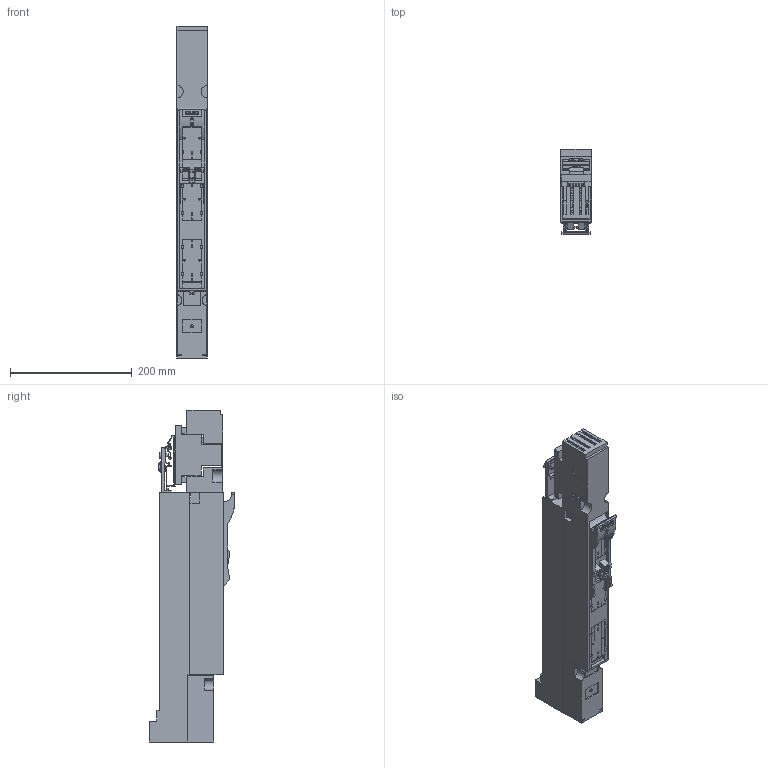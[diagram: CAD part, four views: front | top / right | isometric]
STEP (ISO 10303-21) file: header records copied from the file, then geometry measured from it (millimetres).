
FILE_DESCRIPTION(/* description */ (''),/* implementation_level */ '2;1');
FILE_NAME(/* name */ '3NJ41033CF02_v.stp',/* time_stamp */ '2023-05-30T12:05:22+02:00',/* author */ (''),/* organization */ (''),/* preprocessor_version */ 'ST-DEVELOPER v18.101',/* originating_system */ 'SIEMENS PLM Software NX 2008',/* authorisation */ '');
FILE_SCHEMA (('AUTOMOTIVE_DESIGN { 1 0 10303 214 3 1 1 1 }'));
Products named in the file (1): 3NJ41033CF02_v11_final
Bounding box: 50 x 140.69 x 544.64 mm (x, y, z)
Volume: 1619451.2 mm3; surface area: 360413.2 mm2
Topology: 4 solids, 9 shells, 1892 faces, 5456 edges, 3614 vertices
Faces by surface type: plane 1560, cylinder 209, cone 67, torus 20, extrusion 18, sphere 10, bspline 8
Full cylindrical faces by diameter (mm): 2.8 x1, 3.359 x1, 3.376 x1, 3.5 x1, 3.6 x6, 3.7 x1, 4 x17, 5 x5, 5.3 x2, 6.9 x1, 7.7 x1, 8 x3, 9 x1, 10 x2, 10.5 x3, 10.7 x1, 12 x1
Entity records: 65007 total; most frequent: CARTESIAN_POINT 13280, ORIENTED_EDGE 10618, DIRECTION 9255, EDGE_CURVE 5309, VECTOR 4399, LINE 4381, VERTEX_POINT 3553, AXIS2_PLACEMENT_3D 2428
